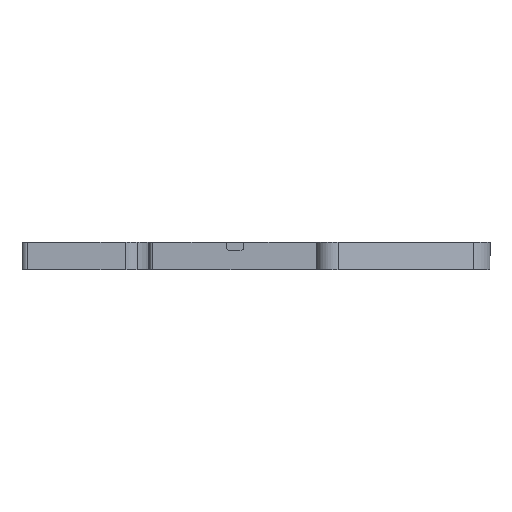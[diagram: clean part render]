
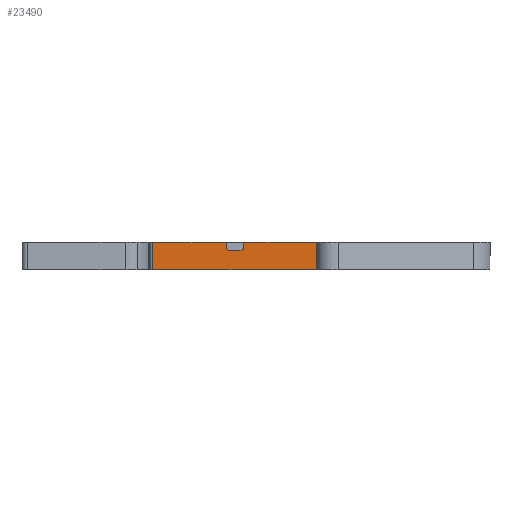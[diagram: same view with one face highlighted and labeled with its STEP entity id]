
A CAD part, front view. The second image highlights one B-rep face of the part: STEP entity #23490.
In plain terms, the highlighted planar face has unit normal (0, -1, 0).
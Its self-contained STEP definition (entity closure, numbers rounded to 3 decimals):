
#84 = CARTESIAN_POINT ( 'NONE',  ( -79.38, -3.455, 34.665 ) ) ;
#87 = VECTOR ( 'NONE', #22826, 1000. ) ;
#486 = EDGE_CURVE ( 'NONE', #20675, #22043, #13136, .T. ) ;
#682 = PLANE ( 'NONE',  #19338 ) ;
#947 = ORIENTED_EDGE ( 'NONE', *, *, #5807, .T. ) ;
#1247 = LINE ( 'NONE', #4287, #87 ) ;
#1292 = EDGE_CURVE ( 'NONE', #3485, #6091, #17963, .T. ) ;
#1294 = FACE_OUTER_BOUND ( 'NONE', #2611, .T. ) ;
#1670 = CARTESIAN_POINT ( 'NONE',  ( -93.455, -3.455, 34.665 ) ) ;
#2217 = CARTESIAN_POINT ( 'NONE',  ( -76.68, -3.455, 35.165 ) ) ;
#2546 = VECTOR ( 'NONE', #22225, 1000. ) ;
#2611 = EDGE_LOOP ( 'NONE', ( #23239, #18132, #14282, #18107, #9967, #16173, #4766, #19593, #947, #21820 ) ) ;
#2879 = VERTEX_POINT ( 'NONE', #4770 ) ;
#3017 = VECTOR ( 'NONE', #16778, 1000. ) ;
#3057 = CARTESIAN_POINT ( 'NONE',  ( -79.88, -3.455, 35.165 ) ) ;
#3226 = LINE ( 'NONE', #18996, #9840 ) ;
#3454 =( BOUNDED_CURVE ( )  B_SPLINE_CURVE ( 3, ( #84, #20266, #22399, #11316 ),
 .UNSPECIFIED., .F., .T. ) 
 B_SPLINE_CURVE_WITH_KNOTS ( ( 4, 4 ),
 ( 4.712, 6.283 ),
 .UNSPECIFIED. ) 
 CURVE ( )  GEOMETRIC_REPRESENTATION_ITEM ( )  RATIONAL_B_SPLINE_CURVE ( ( 1., 0.805, 0.805, 1. ) ) 
 REPRESENTATION_ITEM ( '' )  );
#3458 = DIRECTION ( 'NONE',  ( 0., 0., -1. ) ) ;
#3485 = VERTEX_POINT ( 'NONE', #13412 ) ;
#3698 = CARTESIAN_POINT ( 'NONE',  ( -62.751, -3.455, 36.215 ) ) ;
#4287 = CARTESIAN_POINT ( 'NONE',  ( -93.455, -3.455, 36.215 ) ) ;
#4497 = CARTESIAN_POINT ( 'NONE',  ( -93.455, -3.455, 31.165 ) ) ;
#4766 = ORIENTED_EDGE ( 'NONE', *, *, #13479, .F. ) ;
#4770 = CARTESIAN_POINT ( 'NONE',  ( -77.18, -3.455, 34.665 ) ) ;
#5179 = EDGE_CURVE ( 'NONE', #15570, #21219, #9120, .T. ) ;
#5807 = EDGE_CURVE ( 'NONE', #6091, #2879, #18223, .T. ) ;
#6091 = VERTEX_POINT ( 'NONE', #2217 ) ;
#6128 = CARTESIAN_POINT ( 'NONE',  ( -93.455, -3.455, 36.165 ) ) ;
#7143 = CARTESIAN_POINT ( 'NONE',  ( -79.88, -3.455, 36.165 ) ) ;
#7582 = LINE ( 'NONE', #1670, #18496 ) ;
#7616 = EDGE_CURVE ( 'NONE', #20675, #10496, #1247, .T. ) ;
#7639 = EDGE_CURVE ( 'NONE', #21219, #10496, #3226, .T. ) ;
#8357 = CARTESIAN_POINT ( 'NONE',  ( -76.68, -3.455, 35.165 ) ) ;
#9120 = LINE ( 'NONE', #3698, #19179 ) ;
#9316 = CARTESIAN_POINT ( 'NONE',  ( -93.455, -3.455, 36.165 ) ) ;
#9510 = DIRECTION ( 'NONE',  ( 0., 0., -1. ) ) ;
#9840 = VECTOR ( 'NONE', #13549, 1000. ) ;
#9967 = ORIENTED_EDGE ( 'NONE', *, *, #7639, .F. ) ;
#10073 = EDGE_CURVE ( 'NONE', #21999, #22043, #23478, .T. ) ;
#10253 = CARTESIAN_POINT ( 'NONE',  ( -79.38, -3.455, 34.665 ) ) ;
#10496 = VERTEX_POINT ( 'NONE', #4497 ) ;
#11076 = VECTOR ( 'NONE', #15768, 1000. ) ;
#11316 = CARTESIAN_POINT ( 'NONE',  ( -79.88, -3.455, 35.165 ) ) ;
#13136 = LINE ( 'NONE', #15521, #11076 ) ;
#13214 = LINE ( 'NONE', #9316, #2546 ) ;
#13239 = CARTESIAN_POINT ( 'NONE',  ( -79.88, -3.455, 36.215 ) ) ;
#13412 = CARTESIAN_POINT ( 'NONE',  ( -76.68, -3.455, 36.165 ) ) ;
#13479 = EDGE_CURVE ( 'NONE', #3485, #15570, #13214, .T. ) ;
#13534 = DIRECTION ( 'NONE',  ( 0., 1., 0. ) ) ;
#13549 = DIRECTION ( 'NONE',  ( -1., 0., 0. ) ) ;
#13833 = CARTESIAN_POINT ( 'NONE',  ( -76.888, -3.455, 34.665 ) ) ;
#14282 = ORIENTED_EDGE ( 'NONE', *, *, #486, .F. ) ;
#14928 = EDGE_CURVE ( 'NONE', #2879, #18635, #7582, .T. ) ;
#15521 = CARTESIAN_POINT ( 'NONE',  ( -93.455, -3.455, 36.165 ) ) ;
#15570 = VERTEX_POINT ( 'NONE', #21839 ) ;
#15768 = DIRECTION ( 'NONE',  ( 1., 0., 0. ) ) ;
#16173 = ORIENTED_EDGE ( 'NONE', *, *, #5179, .F. ) ;
#16778 = DIRECTION ( 'NONE',  ( 0., 0., 1. ) ) ;
#17963 = LINE ( 'NONE', #20532, #21721 ) ;
#18107 = ORIENTED_EDGE ( 'NONE', *, *, #7616, .T. ) ;
#18132 = ORIENTED_EDGE ( 'NONE', *, *, #10073, .T. ) ;
#18223 =( BOUNDED_CURVE ( )  B_SPLINE_CURVE ( 3, ( #8357, #23117, #13833, #19142 ),
 .UNSPECIFIED., .F., .T. ) 
 B_SPLINE_CURVE_WITH_KNOTS ( ( 4, 4 ),
 ( 3.142, 4.712 ),
 .UNSPECIFIED. ) 
 CURVE ( )  GEOMETRIC_REPRESENTATION_ITEM ( )  RATIONAL_B_SPLINE_CURVE ( ( 1., 0.805, 0.805, 1. ) ) 
 REPRESENTATION_ITEM ( '' )  );
#18416 = EDGE_CURVE ( 'NONE', #18635, #21999, #3454, .T. ) ;
#18496 = VECTOR ( 'NONE', #19906, 1000. ) ;
#18635 = VERTEX_POINT ( 'NONE', #10253 ) ;
#18996 = CARTESIAN_POINT ( 'NONE',  ( -62.751, -3.455, 31.165 ) ) ;
#19066 = CARTESIAN_POINT ( 'NONE',  ( -93.455, -3.455, 36.215 ) ) ;
#19142 = CARTESIAN_POINT ( 'NONE',  ( -77.18, -3.455, 34.665 ) ) ;
#19179 = VECTOR ( 'NONE', #3458, 1000. ) ;
#19338 = AXIS2_PLACEMENT_3D ( 'NONE', #19066, #13534, #20860 ) ;
#19593 = ORIENTED_EDGE ( 'NONE', *, *, #1292, .T. ) ;
#19906 = DIRECTION ( 'NONE',  ( -1., 0., 0. ) ) ;
#20266 = CARTESIAN_POINT ( 'NONE',  ( -79.673, -3.455, 34.665 ) ) ;
#20532 = CARTESIAN_POINT ( 'NONE',  ( -76.68, -3.455, 36.215 ) ) ;
#20675 = VERTEX_POINT ( 'NONE', #6128 ) ;
#20860 = DIRECTION ( 'NONE',  ( -1., 0., 0. ) ) ;
#21219 = VERTEX_POINT ( 'NONE', #22481 ) ;
#21721 = VECTOR ( 'NONE', #9510, 1000. ) ;
#21820 = ORIENTED_EDGE ( 'NONE', *, *, #14928, .T. ) ;
#21839 = CARTESIAN_POINT ( 'NONE',  ( -62.751, -3.455, 36.165 ) ) ;
#21999 = VERTEX_POINT ( 'NONE', #3057 ) ;
#22043 = VERTEX_POINT ( 'NONE', #7143 ) ;
#22225 = DIRECTION ( 'NONE',  ( 1., 0., 0. ) ) ;
#22399 = CARTESIAN_POINT ( 'NONE',  ( -79.88, -3.455, 34.872 ) ) ;
#22481 = CARTESIAN_POINT ( 'NONE',  ( -62.751, -3.455, 31.165 ) ) ;
#22826 = DIRECTION ( 'NONE',  ( 0., 0., -1. ) ) ;
#23117 = CARTESIAN_POINT ( 'NONE',  ( -76.68, -3.455, 34.872 ) ) ;
#23239 = ORIENTED_EDGE ( 'NONE', *, *, #18416, .T. ) ;
#23478 = LINE ( 'NONE', #13239, #3017 ) ;
#23490 = ADVANCED_FACE ( 'NONE', ( #1294 ), #682, .F. ) ;
